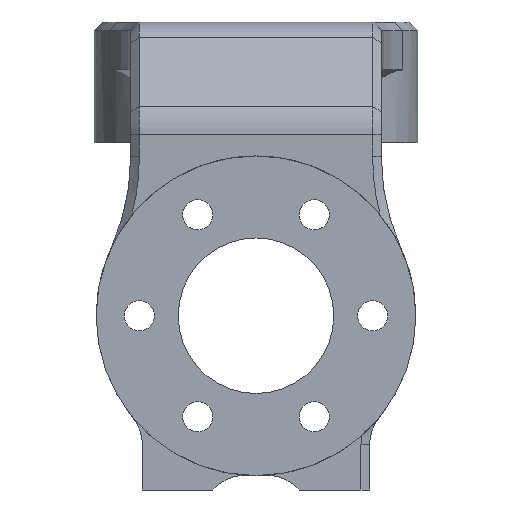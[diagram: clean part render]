
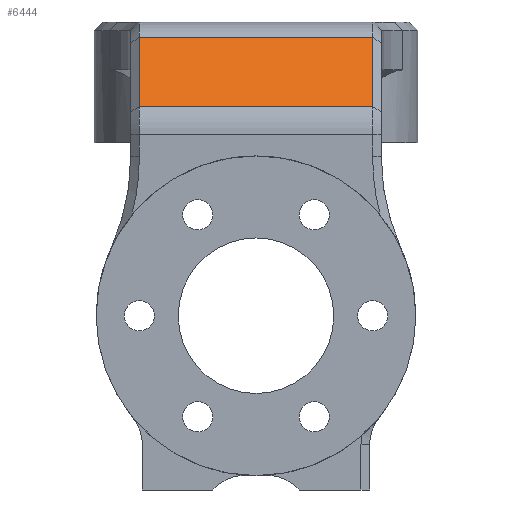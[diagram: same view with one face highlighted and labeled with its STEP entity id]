
A CAD part, front view. The second image highlights one B-rep face of the part: STEP entity #6444.
In plain terms, the highlighted planar face has unit normal (0, -0.762, 0.647).
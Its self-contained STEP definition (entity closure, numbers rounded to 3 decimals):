
#346 = LINE ( 'NONE', #1480, #5133 ) ;
#540 = VECTOR ( 'NONE', #3534, 1000. ) ;
#1226 = CARTESIAN_POINT ( 'NONE',  ( -17.26, 148.338, 32.231 ) ) ;
#1480 = CARTESIAN_POINT ( 'NONE',  ( -17.26, 141.533, 24.217 ) ) ;
#1487 = VERTEX_POINT ( 'NONE', #1226 ) ;
#1589 = CARTESIAN_POINT ( 'NONE',  ( -44.26, 148.338, 32.231 ) ) ;
#1719 = VERTEX_POINT ( 'NONE', #4212 ) ;
#1913 = EDGE_CURVE ( 'NONE', #1487, #1719, #3878, .T. ) ;
#1941 = VERTEX_POINT ( 'NONE', #5918 ) ;
#2335 = AXIS2_PLACEMENT_3D ( 'NONE', #5249, #3421, #5916 ) ;
#2448 = ORIENTED_EDGE ( 'NONE', *, *, #1913, .T. ) ;
#2771 = DIRECTION ( 'NONE',  ( -1., 0., 0. ) ) ;
#2921 = ORIENTED_EDGE ( 'NONE', *, *, #5771, .F. ) ;
#3295 = VERTEX_POINT ( 'NONE', #5315 ) ;
#3421 = DIRECTION ( 'NONE',  ( 0., -0.762, 0.647 ) ) ;
#3534 = DIRECTION ( 'NONE',  ( 0., 0.647, 0.762 ) ) ;
#3878 = LINE ( 'NONE', #4084, #4996 ) ;
#4084 = CARTESIAN_POINT ( 'NONE',  ( -17.26, 148.338, 32.231 ) ) ;
#4212 = CARTESIAN_POINT ( 'NONE',  ( -44.26, 148.338, 32.231 ) ) ;
#4278 = EDGE_LOOP ( 'NONE', ( #2921, #5892, #2448, #6105 ) ) ;
#4354 = EDGE_CURVE ( 'NONE', #1719, #1941, #5788, .T. ) ;
#4418 = EDGE_CURVE ( 'NONE', #3295, #1487, #5391, .T. ) ;
#4813 = FACE_OUTER_BOUND ( 'NONE', #4278, .T. ) ;
#4996 = VECTOR ( 'NONE', #2771, 1000. ) ;
#5133 = VECTOR ( 'NONE', #7039, 1000. ) ;
#5249 = CARTESIAN_POINT ( 'NONE',  ( -16.26, 149.836, 33.995 ) ) ;
#5315 = CARTESIAN_POINT ( 'NONE',  ( -17.26, 141.533, 24.217 ) ) ;
#5391 = LINE ( 'NONE', #6658, #540 ) ;
#5771 = EDGE_CURVE ( 'NONE', #3295, #1941, #346, .T. ) ;
#5788 = LINE ( 'NONE', #1589, #6100 ) ;
#5892 = ORIENTED_EDGE ( 'NONE', *, *, #4418, .T. ) ;
#5916 = DIRECTION ( 'NONE',  ( -1., 0., 0. ) ) ;
#5918 = CARTESIAN_POINT ( 'NONE',  ( -44.26, 141.533, 24.217 ) ) ;
#6100 = VECTOR ( 'NONE', #7152, 1000. ) ;
#6105 = ORIENTED_EDGE ( 'NONE', *, *, #4354, .T. ) ;
#6444 = ADVANCED_FACE ( 'NONE', ( #4813 ), #7287, .T. ) ;
#6658 = CARTESIAN_POINT ( 'NONE',  ( -17.26, 141.533, 24.217 ) ) ;
#7039 = DIRECTION ( 'NONE',  ( -1., 0., 0. ) ) ;
#7152 = DIRECTION ( 'NONE',  ( 0., -0.647, -0.762 ) ) ;
#7287 = PLANE ( 'NONE',  #2335 ) ;
